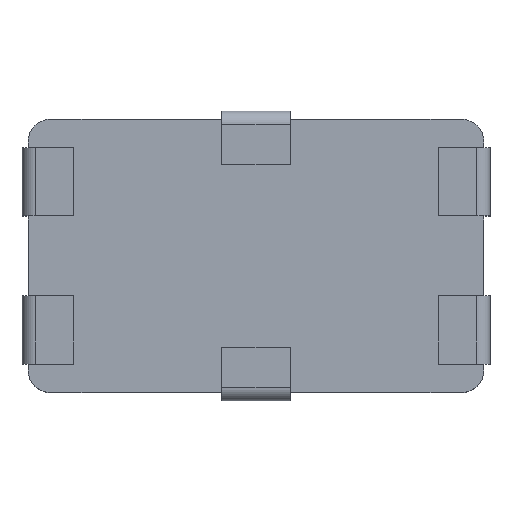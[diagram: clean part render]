
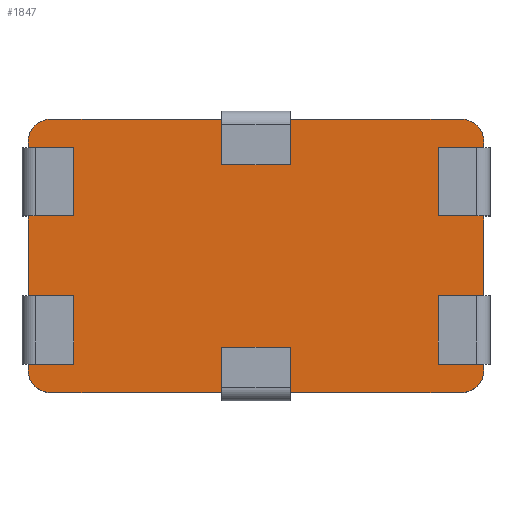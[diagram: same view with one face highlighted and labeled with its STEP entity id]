
A CAD part, top view. The second image highlights one B-rep face of the part: STEP entity #1847.
In plain terms, the highlighted planar face has unit normal (0, 0, 1).
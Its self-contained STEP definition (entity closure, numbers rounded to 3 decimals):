
#36=CIRCLE('',#1923,0.1);
#37=CIRCLE('',#1924,0.1);
#38=CIRCLE('',#1925,0.1);
#39=CIRCLE('',#1926,0.1);
#72=ORIENTED_EDGE('',*,*,#480,.T.);
#73=ORIENTED_EDGE('',*,*,#481,.T.);
#74=ORIENTED_EDGE('',*,*,#479,.F.);
#75=ORIENTED_EDGE('',*,*,#482,.F.);
#76=ORIENTED_EDGE('',*,*,#483,.F.);
#77=ORIENTED_EDGE('',*,*,#484,.F.);
#78=ORIENTED_EDGE('',*,*,#485,.F.);
#79=ORIENTED_EDGE('',*,*,#486,.F.);
#80=ORIENTED_EDGE('',*,*,#487,.F.);
#81=ORIENTED_EDGE('',*,*,#488,.T.);
#82=ORIENTED_EDGE('',*,*,#489,.T.);
#83=ORIENTED_EDGE('',*,*,#490,.T.);
#84=ORIENTED_EDGE('',*,*,#491,.F.);
#85=ORIENTED_EDGE('',*,*,#492,.F.);
#86=ORIENTED_EDGE('',*,*,#493,.F.);
#87=ORIENTED_EDGE('',*,*,#494,.F.);
#88=ORIENTED_EDGE('',*,*,#495,.F.);
#89=ORIENTED_EDGE('',*,*,#496,.F.);
#90=ORIENTED_EDGE('',*,*,#497,.F.);
#91=ORIENTED_EDGE('',*,*,#498,.F.);
#92=ORIENTED_EDGE('',*,*,#499,.F.);
#93=ORIENTED_EDGE('',*,*,#500,.F.);
#94=ORIENTED_EDGE('',*,*,#501,.F.);
#95=ORIENTED_EDGE('',*,*,#502,.F.);
#96=ORIENTED_EDGE('',*,*,#503,.F.);
#97=ORIENTED_EDGE('',*,*,#504,.T.);
#98=ORIENTED_EDGE('',*,*,#505,.T.);
#99=ORIENTED_EDGE('',*,*,#506,.T.);
#100=ORIENTED_EDGE('',*,*,#507,.F.);
#101=ORIENTED_EDGE('',*,*,#508,.F.);
#102=ORIENTED_EDGE('',*,*,#509,.F.);
#103=ORIENTED_EDGE('',*,*,#510,.T.);
#479=EDGE_CURVE('',#683,#681,#819,.T.);
#480=EDGE_CURVE('',#684,#685,#820,.T.);
#481=EDGE_CURVE('',#685,#681,#821,.T.);
#482=EDGE_CURVE('',#686,#683,#36,.T.);
#483=EDGE_CURVE('',#687,#686,#822,.T.);
#484=EDGE_CURVE('',#688,#687,#823,.T.);
#485=EDGE_CURVE('',#689,#688,#824,.T.);
#486=EDGE_CURVE('',#690,#689,#825,.T.);
#487=EDGE_CURVE('',#691,#690,#826,.T.);
#488=EDGE_CURVE('',#691,#692,#827,.T.);
#489=EDGE_CURVE('',#692,#693,#828,.T.);
#490=EDGE_CURVE('',#693,#694,#829,.T.);
#491=EDGE_CURVE('',#695,#694,#830,.T.);
#492=EDGE_CURVE('',#696,#695,#37,.T.);
#493=EDGE_CURVE('',#697,#696,#831,.T.);
#494=EDGE_CURVE('',#698,#697,#832,.T.);
#495=EDGE_CURVE('',#699,#698,#833,.T.);
#496=EDGE_CURVE('',#700,#699,#834,.T.);
#497=EDGE_CURVE('',#701,#700,#835,.T.);
#498=EDGE_CURVE('',#702,#701,#38,.T.);
#499=EDGE_CURVE('',#703,#702,#836,.T.);
#500=EDGE_CURVE('',#704,#703,#837,.T.);
#501=EDGE_CURVE('',#705,#704,#838,.T.);
#502=EDGE_CURVE('',#706,#705,#839,.T.);
#503=EDGE_CURVE('',#707,#706,#840,.T.);
#504=EDGE_CURVE('',#707,#708,#841,.T.);
#505=EDGE_CURVE('',#708,#709,#842,.T.);
#506=EDGE_CURVE('',#709,#710,#843,.T.);
#507=EDGE_CURVE('',#711,#710,#844,.T.);
#508=EDGE_CURVE('',#712,#711,#39,.T.);
#509=EDGE_CURVE('',#713,#712,#845,.T.);
#510=EDGE_CURVE('',#713,#684,#846,.T.);
#681=VERTEX_POINT('',#2405);
#683=VERTEX_POINT('',#2409);
#684=VERTEX_POINT('',#2413);
#685=VERTEX_POINT('',#2414);
#686=VERTEX_POINT('',#2417);
#687=VERTEX_POINT('',#2419);
#688=VERTEX_POINT('',#2421);
#689=VERTEX_POINT('',#2423);
#690=VERTEX_POINT('',#2425);
#691=VERTEX_POINT('',#2427);
#692=VERTEX_POINT('',#2429);
#693=VERTEX_POINT('',#2431);
#694=VERTEX_POINT('',#2433);
#695=VERTEX_POINT('',#2435);
#696=VERTEX_POINT('',#2437);
#697=VERTEX_POINT('',#2439);
#698=VERTEX_POINT('',#2441);
#699=VERTEX_POINT('',#2443);
#700=VERTEX_POINT('',#2445);
#701=VERTEX_POINT('',#2447);
#702=VERTEX_POINT('',#2449);
#703=VERTEX_POINT('',#2451);
#704=VERTEX_POINT('',#2453);
#705=VERTEX_POINT('',#2455);
#706=VERTEX_POINT('',#2457);
#707=VERTEX_POINT('',#2459);
#708=VERTEX_POINT('',#2461);
#709=VERTEX_POINT('',#2463);
#710=VERTEX_POINT('',#2465);
#711=VERTEX_POINT('',#2467);
#712=VERTEX_POINT('',#2469);
#713=VERTEX_POINT('',#2471);
#819=LINE('',#2410,#991);
#820=LINE('',#2412,#992);
#821=LINE('',#2415,#993);
#822=LINE('',#2418,#994);
#823=LINE('',#2420,#995);
#824=LINE('',#2422,#996);
#825=LINE('',#2424,#997);
#826=LINE('',#2426,#998);
#827=LINE('',#2428,#999);
#828=LINE('',#2430,#1000);
#829=LINE('',#2432,#1001);
#830=LINE('',#2434,#1002);
#831=LINE('',#2438,#1003);
#832=LINE('',#2440,#1004);
#833=LINE('',#2442,#1005);
#834=LINE('',#2444,#1006);
#835=LINE('',#2446,#1007);
#836=LINE('',#2450,#1008);
#837=LINE('',#2452,#1009);
#838=LINE('',#2454,#1010);
#839=LINE('',#2456,#1011);
#840=LINE('',#2458,#1012);
#841=LINE('',#2460,#1013);
#842=LINE('',#2462,#1014);
#843=LINE('',#2464,#1015);
#844=LINE('',#2466,#1016);
#845=LINE('',#2470,#1017);
#846=LINE('',#2472,#1018);
#991=VECTOR('',#2030,1000.);
#992=VECTOR('',#2033,1000.);
#993=VECTOR('',#2034,1000.);
#994=VECTOR('',#2037,1000.);
#995=VECTOR('',#2038,1000.);
#996=VECTOR('',#2039,1000.);
#997=VECTOR('',#2040,1000.);
#998=VECTOR('',#2041,1000.);
#999=VECTOR('',#2042,1000.);
#1000=VECTOR('',#2043,1000.);
#1001=VECTOR('',#2044,1000.);
#1002=VECTOR('',#2045,1000.);
#1003=VECTOR('',#2048,1000.);
#1004=VECTOR('',#2049,1000.);
#1005=VECTOR('',#2050,1000.);
#1006=VECTOR('',#2051,1000.);
#1007=VECTOR('',#2052,1000.);
#1008=VECTOR('',#2055,1000.);
#1009=VECTOR('',#2056,1000.);
#1010=VECTOR('',#2057,1000.);
#1011=VECTOR('',#2058,1000.);
#1012=VECTOR('',#2059,1000.);
#1013=VECTOR('',#2060,1000.);
#1014=VECTOR('',#2061,1000.);
#1015=VECTOR('',#2062,1000.);
#1016=VECTOR('',#2063,1000.);
#1017=VECTOR('',#2066,1000.);
#1018=VECTOR('',#2067,1000.);
#1161=EDGE_LOOP('',(#72,#73,#74,#75,#76,#77,#78,#79,#80,#81,#82,#83,#84,
#85,#86,#87,#88,#89,#90,#91,#92,#93,#94,#95,#96,#97,#98,#99,#100,#101,#102,
#103));
#1231=FACE_BOUND('',#1161,.T.);
#1301=PLANE('',#1922);
#1847=ADVANCED_FACE('',(#1231),#1301,.F.);
#1922=AXIS2_PLACEMENT_3D('',#2411,#2031,#2032);
#1923=AXIS2_PLACEMENT_3D('',#2416,#2035,#2036);
#1924=AXIS2_PLACEMENT_3D('',#2436,#2046,#2047);
#1925=AXIS2_PLACEMENT_3D('',#2448,#2053,#2054);
#1926=AXIS2_PLACEMENT_3D('',#2468,#2064,#2065);
#2030=DIRECTION('',(1.,0.,0.));
#2031=DIRECTION('',(0.,0.,-1.));
#2032=DIRECTION('',(-1.,0.,0.));
#2033=DIRECTION('',(-1.,0.,0.));
#2034=DIRECTION('',(0.,1.,0.));
#2035=DIRECTION('',(0.,0.,-1.));
#2036=DIRECTION('',(1.,0.,0.));
#2037=DIRECTION('',(0.,1.,0.));
#2038=DIRECTION('',(-1.,0.,0.));
#2039=DIRECTION('',(0.,1.,0.));
#2040=DIRECTION('',(1.,0.,0.));
#2041=DIRECTION('',(0.,1.,0.));
#2042=DIRECTION('',(1.,0.,0.));
#2043=DIRECTION('',(0.,-1.,0.));
#2044=DIRECTION('',(-1.,0.,0.));
#2045=DIRECTION('',(0.,1.,0.));
#2046=DIRECTION('',(0.,0.,-1.));
#2047=DIRECTION('',(1.,0.,0.));
#2048=DIRECTION('',(-1.,0.,0.));
#2049=DIRECTION('',(0.,-1.,0.));
#2050=DIRECTION('',(-1.,0.,0.));
#2051=DIRECTION('',(0.,1.,0.));
#2052=DIRECTION('',(-1.,0.,0.));
#2053=DIRECTION('',(0.,0.,-1.));
#2054=DIRECTION('',(-1.,0.,0.));
#2055=DIRECTION('',(0.,-1.,0.));
#2056=DIRECTION('',(1.,0.,0.));
#2057=DIRECTION('',(0.,-1.,0.));
#2058=DIRECTION('',(-1.,0.,0.));
#2059=DIRECTION('',(0.,-1.,0.));
#2060=DIRECTION('',(-1.,0.,0.));
#2061=DIRECTION('',(0.,1.,0.));
#2062=DIRECTION('',(1.,0.,0.));
#2063=DIRECTION('',(0.,-1.,0.));
#2064=DIRECTION('',(0.,0.,-1.));
#2065=DIRECTION('',(-1.,0.,0.));
#2066=DIRECTION('',(1.,0.,0.));
#2067=DIRECTION('',(0.,-1.,0.));
#2405=CARTESIAN_POINT('',(-0.15,0.6,0.35));
#2409=CARTESIAN_POINT('',(-0.9,0.6,0.35));
#2410=CARTESIAN_POINT('',(0.9,0.6,0.35));
#2411=CARTESIAN_POINT('',(-0.9,-0.5,0.35));
#2412=CARTESIAN_POINT('',(-0.9,0.4,0.35));
#2413=CARTESIAN_POINT('',(0.15,0.4,0.35));
#2414=CARTESIAN_POINT('',(-0.15,0.4,0.35));
#2415=CARTESIAN_POINT('',(-0.15,-0.5,0.35));
#2416=CARTESIAN_POINT('',(-0.9,0.5,0.35));
#2417=CARTESIAN_POINT('',(-1.,0.5,0.35));
#2418=CARTESIAN_POINT('',(-1.,0.5,0.35));
#2419=CARTESIAN_POINT('',(-1.,0.475,0.35));
#2420=CARTESIAN_POINT('',(-0.9,0.475,0.35));
#2421=CARTESIAN_POINT('',(-0.8,0.475,0.35));
#2422=CARTESIAN_POINT('',(-0.8,-0.5,0.35));
#2423=CARTESIAN_POINT('',(-0.8,0.175,0.35));
#2424=CARTESIAN_POINT('',(-0.9,0.175,0.35));
#2425=CARTESIAN_POINT('',(-1.,0.175,0.35));
#2426=CARTESIAN_POINT('',(-1.,0.5,0.35));
#2427=CARTESIAN_POINT('',(-1.,-0.175,0.35));
#2428=CARTESIAN_POINT('',(-0.9,-0.175,0.35));
#2429=CARTESIAN_POINT('',(-0.8,-0.175,0.35));
#2430=CARTESIAN_POINT('',(-0.8,-0.5,0.35));
#2431=CARTESIAN_POINT('',(-0.8,-0.475,0.35));
#2432=CARTESIAN_POINT('',(-0.9,-0.475,0.35));
#2433=CARTESIAN_POINT('',(-1.,-0.475,0.35));
#2434=CARTESIAN_POINT('',(-1.,0.5,0.35));
#2435=CARTESIAN_POINT('',(-1.,-0.5,0.35));
#2436=CARTESIAN_POINT('',(-0.9,-0.5,0.35));
#2437=CARTESIAN_POINT('',(-0.9,-0.6,0.35));
#2438=CARTESIAN_POINT('',(-0.9,-0.6,0.35));
#2439=CARTESIAN_POINT('',(-0.15,-0.6,0.35));
#2440=CARTESIAN_POINT('',(-0.15,-0.5,0.35));
#2441=CARTESIAN_POINT('',(-0.15,-0.4,0.35));
#2442=CARTESIAN_POINT('',(-0.9,-0.4,0.35));
#2443=CARTESIAN_POINT('',(0.15,-0.4,0.35));
#2444=CARTESIAN_POINT('',(0.15,-0.5,0.35));
#2445=CARTESIAN_POINT('',(0.15,-0.6,0.35));
#2446=CARTESIAN_POINT('',(-0.9,-0.6,0.35));
#2447=CARTESIAN_POINT('',(0.9,-0.6,0.35));
#2448=CARTESIAN_POINT('',(0.9,-0.5,0.35));
#2449=CARTESIAN_POINT('',(1.,-0.5,0.35));
#2450=CARTESIAN_POINT('',(1.,-0.5,0.35));
#2451=CARTESIAN_POINT('',(1.,-0.475,0.35));
#2452=CARTESIAN_POINT('',(-0.9,-0.475,0.35));
#2453=CARTESIAN_POINT('',(0.8,-0.475,0.35));
#2454=CARTESIAN_POINT('',(0.8,-0.5,0.35));
#2455=CARTESIAN_POINT('',(0.8,-0.175,0.35));
#2456=CARTESIAN_POINT('',(-0.9,-0.175,0.35));
#2457=CARTESIAN_POINT('',(1.,-0.175,0.35));
#2458=CARTESIAN_POINT('',(1.,-0.5,0.35));
#2459=CARTESIAN_POINT('',(1.,0.175,0.35));
#2460=CARTESIAN_POINT('',(-0.9,0.175,0.35));
#2461=CARTESIAN_POINT('',(0.8,0.175,0.35));
#2462=CARTESIAN_POINT('',(0.8,-0.5,0.35));
#2463=CARTESIAN_POINT('',(0.8,0.475,0.35));
#2464=CARTESIAN_POINT('',(-0.9,0.475,0.35));
#2465=CARTESIAN_POINT('',(1.,0.475,0.35));
#2466=CARTESIAN_POINT('',(1.,-0.5,0.35));
#2467=CARTESIAN_POINT('',(1.,0.5,0.35));
#2468=CARTESIAN_POINT('',(0.9,0.5,0.35));
#2469=CARTESIAN_POINT('',(0.9,0.6,0.35));
#2470=CARTESIAN_POINT('',(0.9,0.6,0.35));
#2471=CARTESIAN_POINT('',(0.15,0.6,0.35));
#2472=CARTESIAN_POINT('',(0.15,-0.5,0.35));
